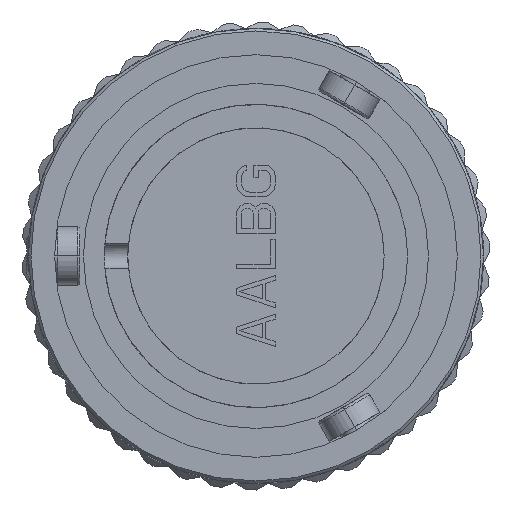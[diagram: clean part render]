
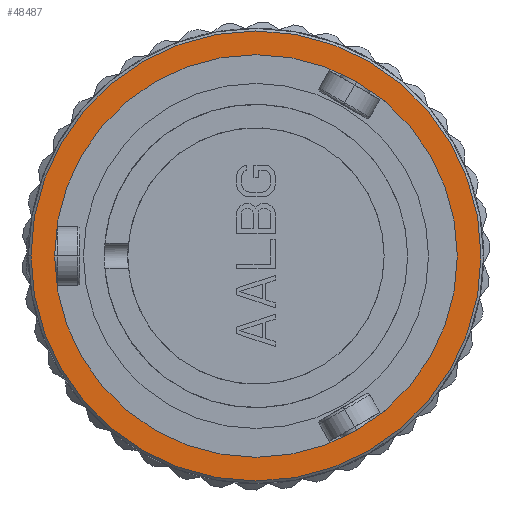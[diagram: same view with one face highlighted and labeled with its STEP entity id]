
A CAD part, left-side view. The second image highlights one B-rep face of the part: STEP entity #48487.
In plain terms, the highlighted planar face has unit normal (-1, 0, 0).
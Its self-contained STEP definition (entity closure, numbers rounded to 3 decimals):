
#2749=CARTESIAN_POINT('',(6.15,0.,0.));
#2750=DIRECTION('',(1.,0.,0.));
#2751=DIRECTION('',(0.,1.,0.));
#2752=AXIS2_PLACEMENT_3D('',#2749,#2750,#2751);
#2754=CARTESIAN_POINT('',(6.15,0.,0.));
#2755=DIRECTION('',(-1.,0.,0.));
#2756=DIRECTION('',(0.,1.,0.));
#2757=AXIS2_PLACEMENT_3D('',#2754,#2755,#2756);
#2759=CARTESIAN_POINT('',(6.15,0.,0.));
#2760=DIRECTION('',(1.,0.,0.));
#2761=DIRECTION('',(0.,1.,0.));
#2762=AXIS2_PLACEMENT_3D('',#2759,#2760,#2761);
#2764=CARTESIAN_POINT('',(6.15,0.,0.));
#2765=DIRECTION('',(-1.,0.,0.));
#2766=DIRECTION('',(0.,1.,0.));
#2767=AXIS2_PLACEMENT_3D('',#2764,#2765,#2766);
#42754=CARTESIAN_POINT('',(6.15,15.56,0.));
#42755=CARTESIAN_POINT('',(6.15,-15.56,0.));
#42756=VERTEX_POINT('',#42754);
#42757=VERTEX_POINT('',#42755);
#43193=CARTESIAN_POINT('',(6.15,17.39,0.));
#43194=VERTEX_POINT('',#43193);
#43195=CARTESIAN_POINT('',(6.15,-17.39,0.));
#43196=VERTEX_POINT('',#43195);
#48472=CARTESIAN_POINT('',(6.15,0.,0.));
#48473=DIRECTION('',(-1.,0.,0.));
#48474=DIRECTION('',(0.,-1.,0.));
#48475=AXIS2_PLACEMENT_3D('',#48472,#48473,#48474);
#48476=PLANE('906',#48475);
#48477=ORIENTED_EDGE('10566',*,*,#48458,.F.);
#48478=ORIENTED_EDGE('10568',*,*,#48440,.T.);
#48479=EDGE_LOOP('906',(#48477,#48478));
#48480=FACE_OUTER_BOUND('906',#48479,.F.);
#48482=ORIENTED_EDGE('10253',*,*,#48481,.F.);
#48484=ORIENTED_EDGE('10251',*,*,#48483,.T.);
#48485=EDGE_LOOP('906',(#48482,#48484));
#48486=FACE_BOUND('906',#48485,.F.);
#2753=CIRCLE('10568',#2752,17.39);
#2758=CIRCLE('10566',#2757,17.39);
#2763=CIRCLE('10253',#2762,15.56);
#2768=CIRCLE('10251',#2767,15.56);
#48440=EDGE_CURVE('10568',#43194,#43196,#2753,.T.);
#48458=EDGE_CURVE('10566',#43194,#43196,#2758,.T.);
#48481=EDGE_CURVE('10253',#42756,#42757,#2763,.T.);
#48483=EDGE_CURVE('10251',#42756,#42757,#2768,.T.);
#48487=ADVANCED_FACE('906',(#48480,#48486),#48476,.T.);
